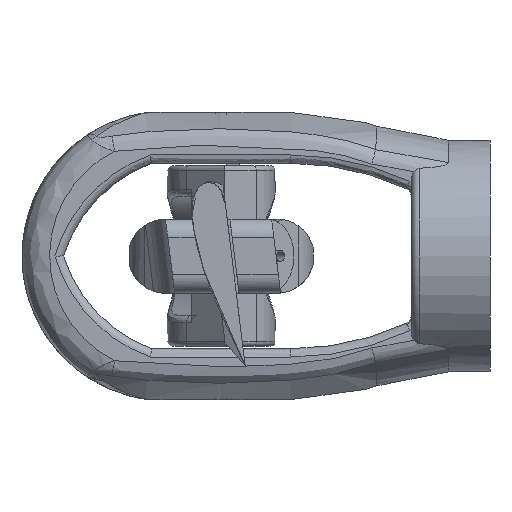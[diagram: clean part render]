
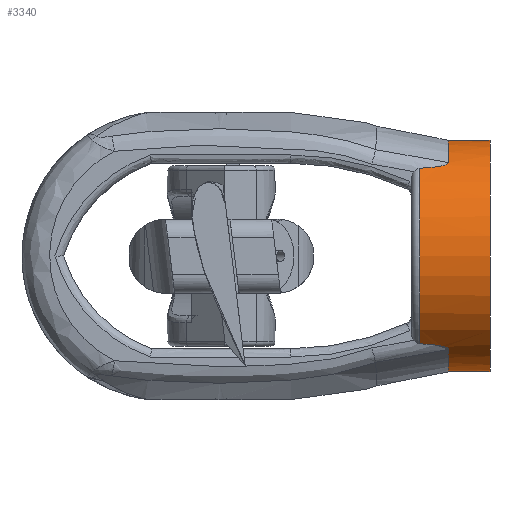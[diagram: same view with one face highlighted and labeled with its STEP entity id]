
A CAD part, left-side view. The second image highlights one B-rep face of the part: STEP entity #3340.
In plain terms, the highlighted cylindrical face has radius 12.5 mm (diameter 25 mm), a full revolution.
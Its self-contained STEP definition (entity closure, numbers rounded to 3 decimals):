
#142=CYLINDRICAL_SURFACE('',#3540,12.5);
#213=LINE('',#7539,#390);
#390=VECTOR('',#3852,12.5);
#638=FACE_OUTER_BOUND('',#831,.T.);
#831=EDGE_LOOP('',(#2383,#2384,#2385,#2386,#2387,#2388,#2389,#2390,#2391,
#2392,#2393,#2394));
#1137=B_SPLINE_CURVE_WITH_KNOTS('',3,(#7503,#7504,#7505,#7506,#7507,#7508,
#7509,#7510,#7511,#7512,#7513,#7514),.UNSPECIFIED.,.F.,.F.,(4,2,2,2,2,4),
(0.212,0.354,0.474,0.516,
0.533,0.549),.UNSPECIFIED.);
#1138=B_SPLINE_CURVE_WITH_KNOTS('',3,(#7516,#7517,#7518,#7519,#7520,#7521,
#7522),.UNSPECIFIED.,.F.,.F.,(4,2,1,4),(-2.203,-1.571,
-1.255,-0.938),.UNSPECIFIED.);
#1139=B_SPLINE_CURVE_WITH_KNOTS('',3,(#7524,#7525,#7526,#7527,#7528,#7529,
#7530,#7531,#7532,#7533,#7534,#7535),.UNSPECIFIED.,.F.,.F.,(4,2,2,2,2,4),
(0.,0.013,0.029,0.055,0.118,
0.303),.UNSPECIFIED.);
#1140=B_SPLINE_CURVE_WITH_KNOTS('',3,(#7544,#7545,#7546,#7547,#7548,#7549,
#7550,#7551,#7552,#7553,#7554,#7555),.UNSPECIFIED.,.F.,.F.,(4,2,2,2,2,4),
(0.211,0.352,0.472,0.514,
0.531,0.546),.UNSPECIFIED.);
#1141=B_SPLINE_CURVE_WITH_KNOTS('',3,(#7557,#7558,#7559,#7560,#7561,#7562,
#7563),.UNSPECIFIED.,.F.,.F.,(4,1,2,4),(0.938,1.255,
1.571,2.203),.UNSPECIFIED.);
#1142=B_SPLINE_CURVE_WITH_KNOTS('',3,(#7564,#7565,#7566,#7567,#7568,#7569,
#7570,#7571,#7572,#7573,#7574,#7575),.UNSPECIFIED.,.F.,.F.,(4,2,2,2,2,4),
(0.,0.013,0.029,0.055,0.118,
0.303),.UNSPECIFIED.);
#1250=CIRCLE('',#3539,12.5);
#1251=CIRCLE('',#3541,12.5);
#1252=CIRCLE('',#3542,12.5);
#1253=CIRCLE('',#3543,12.5);
#1426=VERTEX_POINT('',#7478);
#1427=VERTEX_POINT('',#7489);
#1428=VERTEX_POINT('',#7502);
#1429=VERTEX_POINT('',#7515);
#1430=VERTEX_POINT('',#7523);
#1431=VERTEX_POINT('',#7536);
#1432=VERTEX_POINT('',#7538);
#1433=VERTEX_POINT('',#7541);
#1434=VERTEX_POINT('',#7543);
#1435=VERTEX_POINT('',#7556);
#1800=EDGE_CURVE('',#1426,#1427,#1250,.T.);
#1802=EDGE_CURVE('',#1428,#1426,#1137,.F.);
#1803=EDGE_CURVE('',#1429,#1428,#1138,.T.);
#1804=EDGE_CURVE('',#1429,#1430,#1139,.T.);
#1805=EDGE_CURVE('',#1431,#1430,#1251,.T.);
#1806=EDGE_CURVE('',#1431,#1432,#213,.T.);
#1807=EDGE_CURVE('',#1432,#1432,#1252,.T.);
#1808=EDGE_CURVE('',#1433,#1431,#1253,.T.);
#1809=EDGE_CURVE('',#1434,#1433,#1140,.F.);
#1810=EDGE_CURVE('',#1435,#1434,#1141,.T.);
#1811=EDGE_CURVE('',#1435,#1427,#1142,.T.);
#2383=ORIENTED_EDGE('',*,*,#1800,.F.);
#2384=ORIENTED_EDGE('',*,*,#1802,.F.);
#2385=ORIENTED_EDGE('',*,*,#1803,.F.);
#2386=ORIENTED_EDGE('',*,*,#1804,.T.);
#2387=ORIENTED_EDGE('',*,*,#1805,.F.);
#2388=ORIENTED_EDGE('',*,*,#1806,.T.);
#2389=ORIENTED_EDGE('',*,*,#1807,.T.);
#2390=ORIENTED_EDGE('',*,*,#1806,.F.);
#2391=ORIENTED_EDGE('',*,*,#1808,.F.);
#2392=ORIENTED_EDGE('',*,*,#1809,.F.);
#2393=ORIENTED_EDGE('',*,*,#1810,.F.);
#2394=ORIENTED_EDGE('',*,*,#1811,.T.);
#3340=ADVANCED_FACE('',(#638),#142,.T.);
#3539=AXIS2_PLACEMENT_3D('',#7490,#3846,#3847);
#3540=AXIS2_PLACEMENT_3D('',#7501,#3848,#3849);
#3541=AXIS2_PLACEMENT_3D('',#7537,#3850,#3851);
#3542=AXIS2_PLACEMENT_3D('',#7540,#3853,#3854);
#3543=AXIS2_PLACEMENT_3D('',#7542,#3855,#3856);
#3846=DIRECTION('center_axis',(0.,1.,0.));
#3847=DIRECTION('ref_axis',(1.,0.,0.));
#3848=DIRECTION('center_axis',(0.,1.,0.));
#3849=DIRECTION('ref_axis',(1.,0.,0.));
#3850=DIRECTION('center_axis',(0.,1.,0.));
#3851=DIRECTION('ref_axis',(-1.,0.,0.));
#3852=DIRECTION('',(0.,-1.,0.));
#3853=DIRECTION('center_axis',(0.,1.,0.));
#3854=DIRECTION('ref_axis',(1.,0.,0.));
#3855=DIRECTION('center_axis',(0.,1.,0.));
#3856=DIRECTION('ref_axis',(-1.,0.,0.));
#7478=CARTESIAN_POINT('',(8.165,7.6,9.464));
#7489=CARTESIAN_POINT('',(8.165,7.6,-9.464));
#7490=CARTESIAN_POINT('Origin',(0.,7.6,0.));
#7501=CARTESIAN_POINT('Origin',(0.,0.,0.));
#7502=CARTESIAN_POINT('',(7.388,4.5,10.083));
#7503=CARTESIAN_POINT('Ctrl Pts',(8.165,7.6,9.464));
#7504=CARTESIAN_POINT('Ctrl Pts',(8.135,7.059,9.491));
#7505=CARTESIAN_POINT('Ctrl Pts',(8.091,6.532,9.529));
#7506=CARTESIAN_POINT('Ctrl Pts',(7.972,5.672,9.628));
#7507=CARTESIAN_POINT('Ctrl Pts',(7.888,5.21,9.698));
#7508=CARTESIAN_POINT('Ctrl Pts',(7.71,4.778,9.839));
#7509=CARTESIAN_POINT('Ctrl Pts',(7.653,4.67,9.884));
#7510=CARTESIAN_POINT('Ctrl Pts',(7.554,4.566,9.959));
#7511=CARTESIAN_POINT('Ctrl Pts',(7.523,4.541,9.983));
#7512=CARTESIAN_POINT('Ctrl Pts',(7.456,4.508,10.033));
#7513=CARTESIAN_POINT('Ctrl Pts',(7.423,4.5,10.058));
#7514=CARTESIAN_POINT('Ctrl Pts',(7.388,4.5,10.083));
#7515=CARTESIAN_POINT('',(-7.386,4.5,10.084));
#7516=CARTESIAN_POINT('Ctrl Pts',(-7.386,4.5,10.084));
#7517=CARTESIAN_POINT('Ctrl Pts',(-5.261,4.5,11.641));
#7518=CARTESIAN_POINT('Ctrl Pts',(-2.636,4.5,12.506));
#7519=CARTESIAN_POINT('Ctrl Pts',(1.318,4.5,12.499));
#7520=CARTESIAN_POINT('Ctrl Pts',(3.952,4.5,12.081));
#7521=CARTESIAN_POINT('Ctrl Pts',(6.325,4.5,10.862));
#7522=CARTESIAN_POINT('Ctrl Pts',(7.388,4.5,10.083));
#7523=CARTESIAN_POINT('',(-8.165,7.6,9.465));
#7524=CARTESIAN_POINT('Ctrl Pts',(-7.386,4.5,10.084));
#7525=CARTESIAN_POINT('Ctrl Pts',(-7.422,4.5,10.058));
#7526=CARTESIAN_POINT('Ctrl Pts',(-7.457,4.509,10.032));
#7527=CARTESIAN_POINT('Ctrl Pts',(-7.528,4.545,9.979));
#7528=CARTESIAN_POINT('Ctrl Pts',(-7.563,4.575,9.953));
#7529=CARTESIAN_POINT('Ctrl Pts',(-7.645,4.667,9.89));
#7530=CARTESIAN_POINT('Ctrl Pts',(-7.688,4.742,9.857));
#7531=CARTESIAN_POINT('Ctrl Pts',(-7.807,4.997,9.762));
#7532=CARTESIAN_POINT('Ctrl Pts',(-7.87,5.227,9.712));
#7533=CARTESIAN_POINT('Ctrl Pts',(-8.044,6.016,9.569));
#7534=CARTESIAN_POINT('Ctrl Pts',(-8.12,6.805,9.503));
#7535=CARTESIAN_POINT('Ctrl Pts',(-8.165,7.6,9.465));
#7536=CARTESIAN_POINT('',(-12.5,7.6,0.));
#7537=CARTESIAN_POINT('Origin',(0.,7.6,0.));
#7538=CARTESIAN_POINT('',(-12.5,0.,0.));
#7539=CARTESIAN_POINT('',(-12.5,0.,0.));
#7540=CARTESIAN_POINT('Origin',(0.,0.,0.));
#7541=CARTESIAN_POINT('',(-8.165,7.6,-9.465));
#7542=CARTESIAN_POINT('Origin',(0.,7.6,0.));
#7543=CARTESIAN_POINT('',(-7.386,4.5,-10.084));
#7544=CARTESIAN_POINT('Ctrl Pts',(-8.165,7.6,-9.465));
#7545=CARTESIAN_POINT('Ctrl Pts',(-8.135,7.059,-9.491));
#7546=CARTESIAN_POINT('Ctrl Pts',(-8.09,6.532,-9.529));
#7547=CARTESIAN_POINT('Ctrl Pts',(-7.971,5.672,-9.629));
#7548=CARTESIAN_POINT('Ctrl Pts',(-7.887,5.21,-9.699));
#7549=CARTESIAN_POINT('Ctrl Pts',(-7.709,4.778,-9.84));
#7550=CARTESIAN_POINT('Ctrl Pts',(-7.651,4.67,-9.885));
#7551=CARTESIAN_POINT('Ctrl Pts',(-7.553,4.566,-9.96));
#7552=CARTESIAN_POINT('Ctrl Pts',(-7.521,4.541,-9.984));
#7553=CARTESIAN_POINT('Ctrl Pts',(-7.454,4.508,-10.034));
#7554=CARTESIAN_POINT('Ctrl Pts',(-7.421,4.5,-10.059));
#7555=CARTESIAN_POINT('Ctrl Pts',(-7.386,4.5,-10.084));
#7556=CARTESIAN_POINT('',(7.388,4.5,-10.083));
#7557=CARTESIAN_POINT('Ctrl Pts',(7.388,4.5,-10.083));
#7558=CARTESIAN_POINT('Ctrl Pts',(6.325,4.5,-10.862));
#7559=CARTESIAN_POINT('Ctrl Pts',(3.952,4.5,-12.081));
#7560=CARTESIAN_POINT('Ctrl Pts',(1.318,4.5,-12.499));
#7561=CARTESIAN_POINT('Ctrl Pts',(-2.636,4.5,-12.506));
#7562=CARTESIAN_POINT('Ctrl Pts',(-5.261,4.5,-11.641));
#7563=CARTESIAN_POINT('Ctrl Pts',(-7.386,4.5,-10.084));
#7564=CARTESIAN_POINT('Ctrl Pts',(7.388,4.5,-10.083));
#7565=CARTESIAN_POINT('Ctrl Pts',(7.424,4.5,-10.057));
#7566=CARTESIAN_POINT('Ctrl Pts',(7.458,4.509,-10.031));
#7567=CARTESIAN_POINT('Ctrl Pts',(7.53,4.545,-9.978));
#7568=CARTESIAN_POINT('Ctrl Pts',(7.564,4.575,-9.952));
#7569=CARTESIAN_POINT('Ctrl Pts',(7.646,4.667,-9.889));
#7570=CARTESIAN_POINT('Ctrl Pts',(7.689,4.742,-9.856));
#7571=CARTESIAN_POINT('Ctrl Pts',(7.809,4.996,-9.762));
#7572=CARTESIAN_POINT('Ctrl Pts',(7.871,5.226,-9.711));
#7573=CARTESIAN_POINT('Ctrl Pts',(8.045,6.017,-9.568));
#7574=CARTESIAN_POINT('Ctrl Pts',(8.121,6.808,-9.503));
#7575=CARTESIAN_POINT('Ctrl Pts',(8.165,7.6,-9.464));
